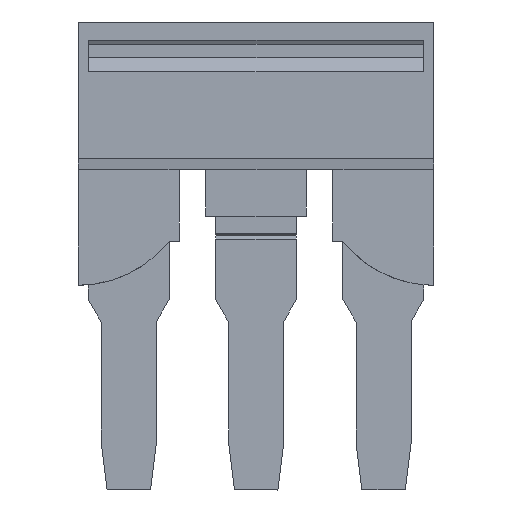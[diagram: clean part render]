
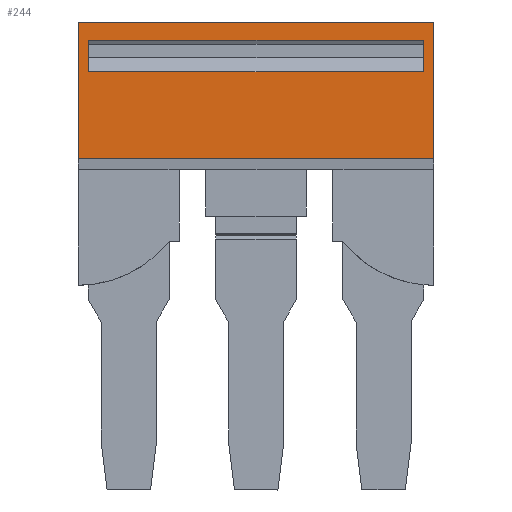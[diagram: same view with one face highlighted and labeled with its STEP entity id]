
A CAD part, front view. The second image highlights one B-rep face of the part: STEP entity #244.
In plain terms, the highlighted planar face has unit normal (0, -1, 0).
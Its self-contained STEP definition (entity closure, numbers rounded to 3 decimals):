
#197=AXIS2_PLACEMENT_3D('Plane Axis2P3D',#194,#195,#196) ;
#42=CARTESIAN_POINT('Vertex',(22.2,0.,28.964)) ;
#63=CARTESIAN_POINT('Vertex',(22.2,0.,26.919)) ;
#66=CARTESIAN_POINT('Line Origine',(22.2,0.,27.942)) ;
#92=CARTESIAN_POINT('Line Origine',(11.45,0.,28.964)) ;
#96=CARTESIAN_POINT('Vertex',(0.7,0.,28.964)) ;
#174=CARTESIAN_POINT('Line Origine',(11.45,0.,26.919)) ;
#178=CARTESIAN_POINT('Vertex',(0.7,0.,26.919)) ;
#194=CARTESIAN_POINT('Axis2P3D Location',(25.275,0.,24.252)) ;
#199=CARTESIAN_POINT('Line Origine',(11.45,0.,21.33)) ;
#203=CARTESIAN_POINT('Vertex',(0.,0.,21.33)) ;
#205=CARTESIAN_POINT('Vertex',(22.9,0.,21.33)) ;
#208=CARTESIAN_POINT('Line Origine',(22.9,0.,25.727)) ;
#212=CARTESIAN_POINT('Vertex',(22.9,0.,30.125)) ;
#215=CARTESIAN_POINT('Line Origine',(11.45,0.,30.125)) ;
#219=CARTESIAN_POINT('Vertex',(0.,0.,30.125)) ;
#222=CARTESIAN_POINT('Line Origine',(0.,0.,25.727)) ;
#233=CARTESIAN_POINT('Line Origine',(0.7,0.,27.942)) ;
#67=DIRECTION('Vector Direction',(0.,0.,-1.)) ;
#93=DIRECTION('Vector Direction',(-1.,0.,0.)) ;
#175=DIRECTION('Vector Direction',(-1.,0.,0.)) ;
#195=DIRECTION('Axis2P3D Direction',(0.,-1.,0.)) ;
#196=DIRECTION('Axis2P3D XDirection',(0.,0.,1.)) ;
#200=DIRECTION('Vector Direction',(1.,0.,0.)) ;
#209=DIRECTION('Vector Direction',(0.,0.,1.)) ;
#216=DIRECTION('Vector Direction',(-1.,0.,0.)) ;
#223=DIRECTION('Vector Direction',(0.,0.,1.)) ;
#234=DIRECTION('Vector Direction',(0.,0.,1.)) ;
#68=VECTOR('Line Direction',#67,1.) ;
#94=VECTOR('Line Direction',#93,1.) ;
#176=VECTOR('Line Direction',#175,1.) ;
#201=VECTOR('Line Direction',#200,1.) ;
#210=VECTOR('Line Direction',#209,1.) ;
#217=VECTOR('Line Direction',#216,1.) ;
#224=VECTOR('Line Direction',#223,1.) ;
#235=VECTOR('Line Direction',#234,1.) ;
#228=ORIENTED_EDGE('',*,*,#207,.T.) ;
#229=ORIENTED_EDGE('',*,*,#214,.T.) ;
#230=ORIENTED_EDGE('',*,*,#221,.T.) ;
#231=ORIENTED_EDGE('',*,*,#226,.F.) ;
#239=ORIENTED_EDGE('',*,*,#180,.T.) ;
#240=ORIENTED_EDGE('',*,*,#237,.T.) ;
#241=ORIENTED_EDGE('',*,*,#98,.F.) ;
#242=ORIENTED_EDGE('',*,*,#70,.T.) ;
#243=FACE_BOUND('',#238,.T.) ;
#244=ADVANCED_FACE('Hauptk\X2\00F6\X0\rper',(#232,#243),#198,.T.) ;
#70=EDGE_CURVE('',#43,#64,#69,.T.) ;
#98=EDGE_CURVE('',#43,#97,#95,.T.) ;
#180=EDGE_CURVE('',#64,#179,#177,.T.) ;
#207=EDGE_CURVE('',#204,#206,#202,.T.) ;
#214=EDGE_CURVE('',#206,#213,#211,.T.) ;
#221=EDGE_CURVE('',#213,#220,#218,.T.) ;
#226=EDGE_CURVE('',#204,#220,#225,.T.) ;
#237=EDGE_CURVE('',#179,#97,#236,.T.) ;
#227=EDGE_LOOP('',(#228,#229,#230,#231)) ;
#238=EDGE_LOOP('',(#239,#240,#241,#242)) ;
#232=FACE_OUTER_BOUND('',#227,.T.) ;
#69=LINE('Line',#66,#68) ;
#95=LINE('Line',#92,#94) ;
#177=LINE('Line',#174,#176) ;
#202=LINE('Line',#199,#201) ;
#211=LINE('Line',#208,#210) ;
#218=LINE('Line',#215,#217) ;
#225=LINE('Line',#222,#224) ;
#236=LINE('Line',#233,#235) ;
#198=PLANE('',#197) ;
#43=VERTEX_POINT('',#42) ;
#64=VERTEX_POINT('',#63) ;
#97=VERTEX_POINT('',#96) ;
#179=VERTEX_POINT('',#178) ;
#204=VERTEX_POINT('',#203) ;
#206=VERTEX_POINT('',#205) ;
#213=VERTEX_POINT('',#212) ;
#220=VERTEX_POINT('',#219) ;
